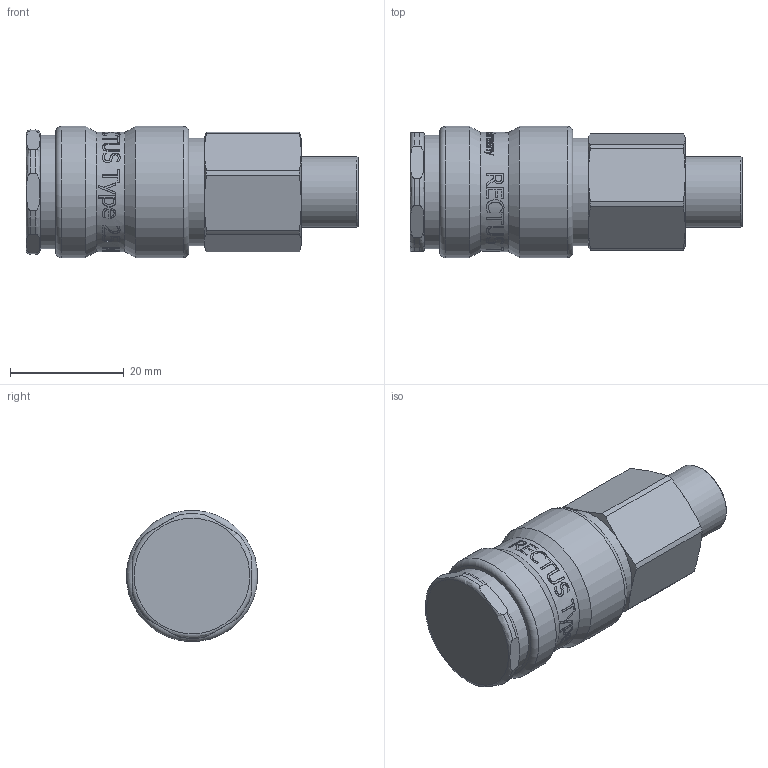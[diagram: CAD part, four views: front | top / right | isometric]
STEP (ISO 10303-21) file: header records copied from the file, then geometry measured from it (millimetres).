
FILE_DESCRIPTION((''),'2;1');
FILE_NAME('25kaad14mpn.stp','2013-06-26T14:29:58',('IA176480'),(''),'Autodesk Inventor 2013','Autodesk Inventor 2013','');
FILE_SCHEMA(('AUTOMOTIVE_DESIGN { 1 0 10303 214 1 1 1 1 }'));
Length unit declared in the file: millimetre
Products named in the file (1): D107104
Bounding box: 58.5 x 23.12 x 23.12 mm (x, y, z)
Volume: 17132 mm3; surface area: 7630.1 mm2
Topology: 2 solids, 3 shells, 561 faces, 1496 edges, 989 vertices
Faces by surface type: bspline 248, plane 213, cylinder 70, cone 25, torus 5
Full cylindrical faces by diameter (mm): 12.5 x1, 15.596 x1, 15.6 x1, 16 x1, 17.25 x1, 19 x1, 19.35 x1, 20 x1, 20.05 x1, 21 x1, 23.15 x2
Entity records: 80962 total; most frequent: CARTESIAN_POINT 68610, ORIENTED_EDGE 2918, DIRECTION 1527, EDGE_CURVE 1459, VERTEX_POINT 982, B_SPLINE_CURVE_WITH_KNOTS 701, EDGE_LOOP 643, VECTOR 569
